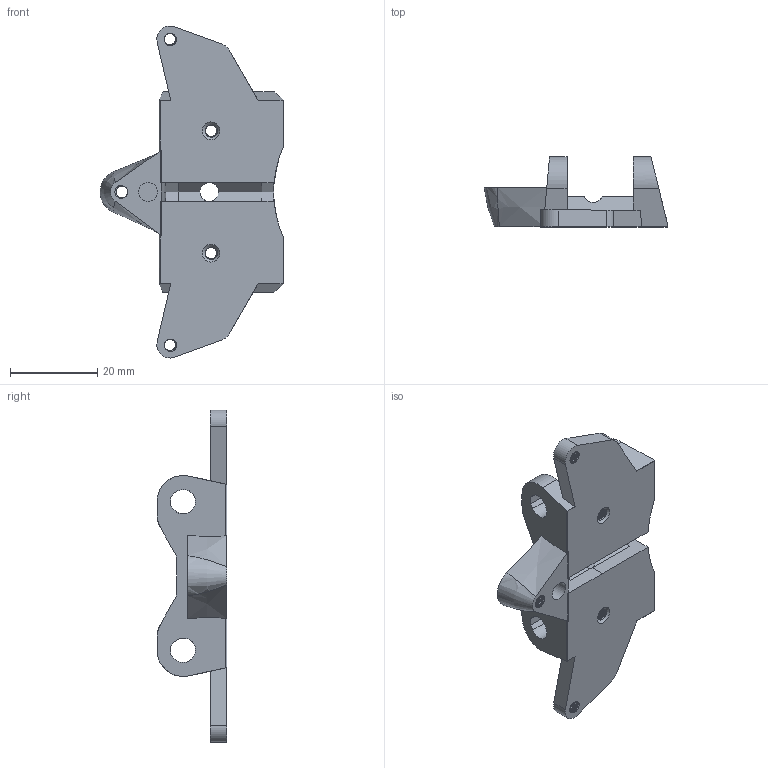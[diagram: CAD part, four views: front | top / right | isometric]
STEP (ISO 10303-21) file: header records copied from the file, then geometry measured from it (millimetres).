
FILE_DESCRIPTION(('FreeCAD Model'),'2;1');
FILE_NAME('Open CASCADE Shape Model','2023-04-28T14:24:29',(''),(''), 'Open CASCADE STEP processor 7.6','FreeCAD','Unknown');
FILE_SCHEMA(('AUTOMOTIVE_DESIGN { 1 0 10303 214 1 1 1 1 }'));
Products named in the file (1): Mirrored119
Bounding box: 42.1 x 16 x 76 mm (x, y, z)
Volume: 11408.1 mm3; surface area: 7242.1 mm2
Topology: 1 solids, 1 shells, 302 faces, 755 edges, 454 vertices
Faces by surface type: bspline 149, cylinder 77, plane 67, cone 9
Full cylindrical faces by diameter (mm): 2.6 x20, 2.7 x16, 4.3 x2
Entity records: 52192 total; most frequent: CARTESIAN_POINT 39529, ORIENTED_EDGE 1510, PCURVE 1510, DEFINITIONAL_REPRESENTATION 1510, DIRECTION 1467, B_SPLINE_CURVE_WITH_KNOTS 1170, LINE 888, VECTOR 888
